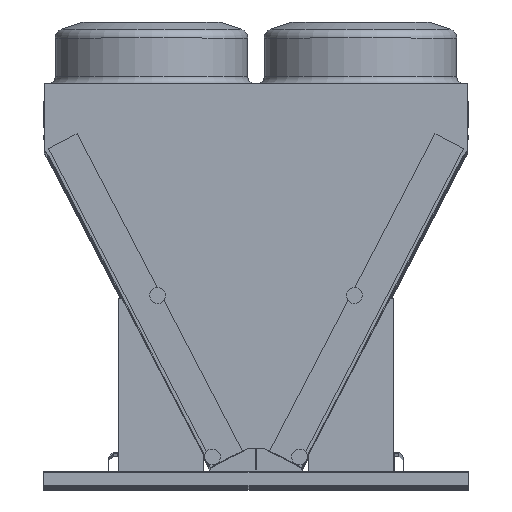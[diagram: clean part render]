
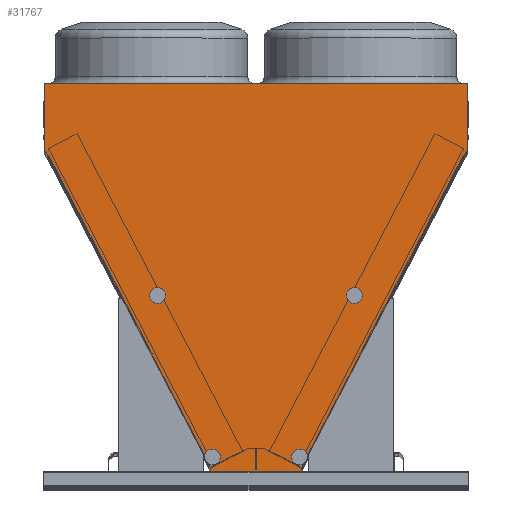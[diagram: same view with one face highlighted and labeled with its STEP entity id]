
A CAD part, top view. The second image highlights one B-rep face of the part: STEP entity #31767.
In plain terms, the highlighted planar face has unit normal (0, 0, 1).
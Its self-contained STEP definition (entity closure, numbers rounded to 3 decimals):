
#293 = DIRECTION ( 'NONE',  ( 0.887, -0.462, 0. ) ) ;
#338 = ORIENTED_EDGE ( 'NONE', *, *, #56541, .T. ) ;
#921 = VERTEX_POINT ( 'NONE', #42899 ) ;
#1053 = CARTESIAN_POINT ( 'NONE',  ( -1136.282, 2083.62, 0. ) ) ;
#1326 = DIRECTION ( 'NONE',  ( -1., 0., 0. ) ) ;
#1614 = LINE ( 'NONE', #54412, #46936 ) ;
#1734 = VERTEX_POINT ( 'NONE', #8156 ) ;
#1964 = LINE ( 'NONE', #31493, #23289 ) ;
#2323 = LINE ( 'NONE', #13201, #49035 ) ;
#3760 = LINE ( 'NONE', #15932, #26508 ) ;
#3985 = DIRECTION ( 'NONE',  ( 0., 1., 0. ) ) ;
#4137 = EDGE_CURVE ( 'NONE', #49821, #18712, #8690, .T. ) ;
#4293 = DIRECTION ( 'NONE',  ( -1., 0., 0. ) ) ;
#4428 = VECTOR ( 'NONE', #12139, 1000. ) ;
#4754 = EDGE_CURVE ( 'NONE', #1734, #52600, #43999, .T. ) ;
#5501 = VECTOR ( 'NONE', #24042, 1000. ) ;
#6698 = CARTESIAN_POINT ( 'NONE',  ( 279.893, 0., 0. ) ) ;
#6935 = EDGE_CURVE ( 'NONE', #50440, #10989, #1964, .T. ) ;
#7085 = CARTESIAN_POINT ( 'NONE',  ( -245.403, 20.223, 0. ) ) ;
#7589 = DIRECTION ( 'NONE',  ( 0.462, 0.887, 0. ) ) ;
#7706 = DIRECTION ( 'NONE',  ( -0.463, 0.886, 0. ) ) ;
#7740 = VERTEX_POINT ( 'NONE', #38497 ) ;
#8156 = CARTESIAN_POINT ( 'NONE',  ( 246.893, 1.482, 0. ) ) ;
#8651 = CARTESIAN_POINT ( 'NONE',  ( -246.893, 17.358, 0. ) ) ;
#8690 = LINE ( 'NONE', #21922, #17908 ) ;
#9096 = ORIENTED_EDGE ( 'NONE', *, *, #4754, .T. ) ;
#9255 = ORIENTED_EDGE ( 'NONE', *, *, #21286, .T. ) ;
#9612 = VECTOR ( 'NONE', #45108, 1000. ) ;
#10985 = ORIENTED_EDGE ( 'NONE', *, *, #40888, .T. ) ;
#10989 = VERTEX_POINT ( 'NONE', #36351 ) ;
#11094 = CARTESIAN_POINT ( 'NONE',  ( 245.39, 20.232, 0. ) ) ;
#11371 = EDGE_CURVE ( 'NONE', #52600, #18139, #39655, .T. ) ;
#11438 = CARTESIAN_POINT ( 'NONE',  ( 279.893, 1.482, 0. ) ) ;
#11860 = AXIS2_PLACEMENT_3D ( 'NONE', #37448, #28546, #1326 ) ;
#11865 = CARTESIAN_POINT ( 'NONE',  ( -246.893, 1.482, 0. ) ) ;
#12139 = DIRECTION ( 'NONE',  ( 0.462, 0.887, 0. ) ) ;
#13201 = CARTESIAN_POINT ( 'NONE',  ( -1127.739, 1711.053, 0. ) ) ;
#13465 = ORIENTED_EDGE ( 'NONE', *, *, #39554, .T. ) ;
#13492 = CARTESIAN_POINT ( 'NONE',  ( -246.893, 17.358, 0. ) ) ;
#14413 = EDGE_LOOP ( 'NONE', ( #45872, #49657, #13465, #15981, #10985, #9255, #32232, #15731, #338, #25844, #54345, #9096, #19938, #16826, #22115, #35390, #55720, #36477 ) ) ;
#15420 = VECTOR ( 'NONE', #52268, 1000. ) ;
#15518 = DIRECTION ( 'NONE',  ( -0.461, -0.887, 0. ) ) ;
#15581 = VECTOR ( 'NONE', #7706, 1000. ) ;
#15731 = ORIENTED_EDGE ( 'NONE', *, *, #48820, .T. ) ;
#15862 = VERTEX_POINT ( 'NONE', #8651 ) ;
#15932 = CARTESIAN_POINT ( 'NONE',  ( 279.893, 1.482, 0. ) ) ;
#15981 = ORIENTED_EDGE ( 'NONE', *, *, #56618, .T. ) ;
#16516 = LINE ( 'NONE', #39233, #4428 ) ;
#16741 = VECTOR ( 'NONE', #34816, 1000. ) ;
#16826 = ORIENTED_EDGE ( 'NONE', *, *, #39137, .T. ) ;
#17042 = CARTESIAN_POINT ( 'NONE',  ( 1136.15, 1727.462, 0. ) ) ;
#17589 = DIRECTION ( 'NONE',  ( 0., -1., 0. ) ) ;
#17716 = LINE ( 'NONE', #29018, #43188 ) ;
#17738 = DIRECTION ( 'NONE',  ( 0.462, -0.887, 0. ) ) ;
#17908 = VECTOR ( 'NONE', #57952, 1000. ) ;
#18139 = VERTEX_POINT ( 'NONE', #11094 ) ;
#18277 = FACE_OUTER_BOUND ( 'NONE', #14413, .T. ) ;
#18518 = CARTESIAN_POINT ( 'NONE',  ( 1136.15, 2083.62, 0. ) ) ;
#18712 = VERTEX_POINT ( 'NONE', #11438 ) ;
#19096 = EDGE_CURVE ( 'NONE', #43421, #42948, #23272, .T. ) ;
#19460 = CARTESIAN_POINT ( 'NONE',  ( -1136.282, 2083.62, 0. ) ) ;
#19938 = ORIENTED_EDGE ( 'NONE', *, *, #11371, .T. ) ;
#20496 = DIRECTION ( 'NONE',  ( -1., 0., 0. ) ) ;
#21031 = CARTESIAN_POINT ( 'NONE',  ( 279.893, 0., 0. ) ) ;
#21286 = EDGE_CURVE ( 'NONE', #15862, #50440, #56171, .T. ) ;
#21922 = CARTESIAN_POINT ( 'NONE',  ( 279.893, 0., 0. ) ) ;
#22051 = CARTESIAN_POINT ( 'NONE',  ( 246.893, 17.358, 0. ) ) ;
#22086 = VECTOR ( 'NONE', #7589, 1000. ) ;
#22115 = ORIENTED_EDGE ( 'NONE', *, *, #23021, .T. ) ;
#22529 = LINE ( 'NONE', #7085, #15420 ) ;
#23021 = EDGE_CURVE ( 'NONE', #38759, #26761, #1614, .T. ) ;
#23272 = LINE ( 'NONE', #18518, #45874 ) ;
#23289 = VECTOR ( 'NONE', #4293, 1000. ) ;
#24042 = DIRECTION ( 'NONE',  ( -1., 0., 0. ) ) ;
#25844 = ORIENTED_EDGE ( 'NONE', *, *, #4137, .T. ) ;
#25871 = VERTEX_POINT ( 'NONE', #45773 ) ;
#26431 = VECTOR ( 'NONE', #17589, 1000. ) ;
#26508 = VECTOR ( 'NONE', #20496, 1000. ) ;
#26761 = VERTEX_POINT ( 'NONE', #39347 ) ;
#28546 = DIRECTION ( 'NONE',  ( 0., 0., -1. ) ) ;
#29018 = CARTESIAN_POINT ( 'NONE',  ( -246.893, 17.358, 0. ) ) ;
#29532 = DIRECTION ( 'NONE',  ( 1., 0., 0. ) ) ;
#29946 = VECTOR ( 'NONE', #46857, 1000. ) ;
#30068 = CARTESIAN_POINT ( 'NONE',  ( -1136.282, 1727.462, 0. ) ) ;
#30323 = VECTOR ( 'NONE', #29532, 1000. ) ;
#31493 = CARTESIAN_POINT ( 'NONE',  ( -279.893, 1.482, 0. ) ) ;
#31767 = ADVANCED_FACE ( 'NONE', ( #18277 ), #41944, .F. ) ;
#32033 = VECTOR ( 'NONE', #3985, 1000. ) ;
#32232 = ORIENTED_EDGE ( 'NONE', *, *, #6935, .T. ) ;
#33416 = CARTESIAN_POINT ( 'NONE',  ( -1136.282, 1727.462, 0. ) ) ;
#34623 = EDGE_CURVE ( 'NONE', #50928, #36846, #2323, .T. ) ;
#34816 = DIRECTION ( 'NONE',  ( 0., -1., 0. ) ) ;
#35097 = CARTESIAN_POINT ( 'NONE',  ( 246.893, 17.358, 0. ) ) ;
#35390 = ORIENTED_EDGE ( 'NONE', *, *, #49251, .T. ) ;
#35814 = CARTESIAN_POINT ( 'NONE',  ( -1127.739, 1711.053, 0. ) ) ;
#35861 = EDGE_CURVE ( 'NONE', #42948, #40116, #41648, .T. ) ;
#36351 = CARTESIAN_POINT ( 'NONE',  ( -279.893, 1.482, 0. ) ) ;
#36477 = ORIENTED_EDGE ( 'NONE', *, *, #35861, .T. ) ;
#36767 = DIRECTION ( 'NONE',  ( 0., 1., 0. ) ) ;
#36846 = VERTEX_POINT ( 'NONE', #35814 ) ;
#37448 = CARTESIAN_POINT ( 'NONE',  ( 0., 0., 0. ) ) ;
#37814 = CARTESIAN_POINT ( 'NONE',  ( -1127.739, 1711.053, 0. ) ) ;
#38497 = CARTESIAN_POINT ( 'NONE',  ( -1126.246, 1711.83, 0. ) ) ;
#38759 = VERTEX_POINT ( 'NONE', #39077 ) ;
#39077 = CARTESIAN_POINT ( 'NONE',  ( 1126.218, 1711.776, 0. ) ) ;
#39137 = EDGE_CURVE ( 'NONE', #18139, #38759, #16516, .T. ) ;
#39233 = CARTESIAN_POINT ( 'NONE',  ( 245.39, 20.232, 0. ) ) ;
#39297 = CARTESIAN_POINT ( 'NONE',  ( 1127.607, 1711.053, 0. ) ) ;
#39347 = CARTESIAN_POINT ( 'NONE',  ( 1127.607, 1711.053, 0. ) ) ;
#39554 = EDGE_CURVE ( 'NONE', #36846, #7740, #43351, .T. ) ;
#39655 = LINE ( 'NONE', #35097, #15581 ) ;
#40116 = VERTEX_POINT ( 'NONE', #1053 ) ;
#40814 = LINE ( 'NONE', #30068, #16741 ) ;
#40888 = EDGE_CURVE ( 'NONE', #921, #15862, #17716, .T. ) ;
#41648 = LINE ( 'NONE', #19460, #5501 ) ;
#41944 = PLANE ( 'NONE',  #11860 ) ;
#42899 = CARTESIAN_POINT ( 'NONE',  ( -245.403, 20.223, 0. ) ) ;
#42948 = VERTEX_POINT ( 'NONE', #50558 ) ;
#43188 = VECTOR ( 'NONE', #15518, 1000. ) ;
#43351 = LINE ( 'NONE', #37814, #29946 ) ;
#43421 = VERTEX_POINT ( 'NONE', #17042 ) ;
#43999 = LINE ( 'NONE', #22051, #32033 ) ;
#44678 = CARTESIAN_POINT ( 'NONE',  ( -279.893, 0., 0. ) ) ;
#45108 = DIRECTION ( 'NONE',  ( 0., -1., 0. ) ) ;
#45631 = EDGE_CURVE ( 'NONE', #40116, #50928, #40814, .T. ) ;
#45773 = CARTESIAN_POINT ( 'NONE',  ( -279.893, 0., 0. ) ) ;
#45872 = ORIENTED_EDGE ( 'NONE', *, *, #45631, .T. ) ;
#45874 = VECTOR ( 'NONE', #36767, 1000. ) ;
#46857 = DIRECTION ( 'NONE',  ( 0.887, 0.462, 0. ) ) ;
#46936 = VECTOR ( 'NONE', #293, 1000. ) ;
#47509 = LINE ( 'NONE', #39297, #22086 ) ;
#48140 = EDGE_CURVE ( 'NONE', #18712, #1734, #3760, .T. ) ;
#48820 = EDGE_CURVE ( 'NONE', #10989, #25871, #48970, .T. ) ;
#48970 = LINE ( 'NONE', #44678, #26431 ) ;
#49035 = VECTOR ( 'NONE', #17738, 1000. ) ;
#49251 = EDGE_CURVE ( 'NONE', #26761, #43421, #47509, .T. ) ;
#49657 = ORIENTED_EDGE ( 'NONE', *, *, #34623, .T. ) ;
#49821 = VERTEX_POINT ( 'NONE', #21031 ) ;
#50440 = VERTEX_POINT ( 'NONE', #11865 ) ;
#50558 = CARTESIAN_POINT ( 'NONE',  ( 1136.15, 2083.62, 0. ) ) ;
#50928 = VERTEX_POINT ( 'NONE', #33416 ) ;
#52268 = DIRECTION ( 'NONE',  ( 0.462, -0.887, 0. ) ) ;
#52600 = VERTEX_POINT ( 'NONE', #53700 ) ;
#53700 = CARTESIAN_POINT ( 'NONE',  ( 246.893, 17.358, 0. ) ) ;
#54185 = LINE ( 'NONE', #6698, #30323 ) ;
#54345 = ORIENTED_EDGE ( 'NONE', *, *, #48140, .T. ) ;
#54412 = CARTESIAN_POINT ( 'NONE',  ( 1127.607, 1711.053, 0. ) ) ;
#55720 = ORIENTED_EDGE ( 'NONE', *, *, #19096, .T. ) ;
#56171 = LINE ( 'NONE', #13492, #9612 ) ;
#56541 = EDGE_CURVE ( 'NONE', #25871, #49821, #54185, .T. ) ;
#56618 = EDGE_CURVE ( 'NONE', #7740, #921, #22529, .T. ) ;
#57952 = DIRECTION ( 'NONE',  ( 0., 1., 0. ) ) ;
